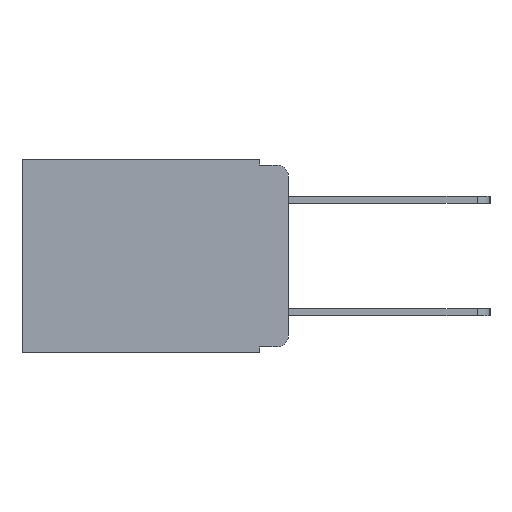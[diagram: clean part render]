
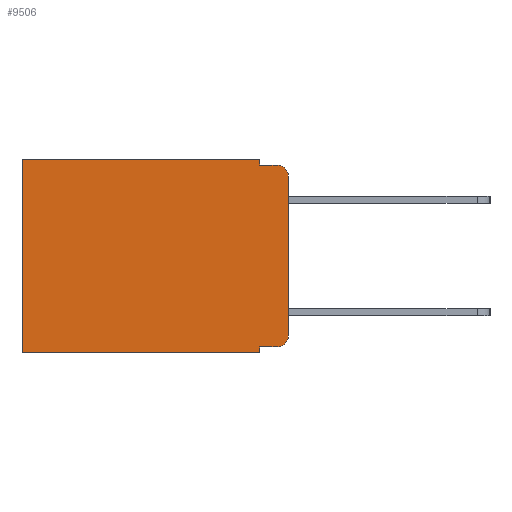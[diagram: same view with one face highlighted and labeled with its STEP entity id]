
A CAD part, left-side view. The second image highlights one B-rep face of the part: STEP entity #9506.
In plain terms, the highlighted planar face has unit normal (-1, 0, 0).
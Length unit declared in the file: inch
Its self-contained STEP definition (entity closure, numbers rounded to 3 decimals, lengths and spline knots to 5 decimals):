
#42 = VERTEX_POINT ( 'NONE', #14818 ) ;
#128 = EDGE_CURVE ( 'NONE', #14442, #42, #5995, .T. ) ;
#490 = VERTEX_POINT ( 'NONE', #17370 ) ;
#557 = LINE ( 'NONE', #918, #7355 ) ;
#754 = EDGE_LOOP ( 'NONE', ( #7037, #4031, #8488, #5933, #8322, #7283, #10025, #10045, #8138, #3015 ) ) ;
#918 = CARTESIAN_POINT ( 'NONE',  ( 0.298, 0.051, 0. ) ) ;
#967 = DIRECTION ( 'NONE',  ( 0., 0., -1. ) ) ;
#1372 = VECTOR ( 'NONE', #7583, 39.37008 ) ;
#1395 = CARTESIAN_POINT ( 'NONE',  ( 0.298, 0.02, -0.03 ) ) ;
#1794 = CARTESIAN_POINT ( 'NONE',  ( 0.298, 0.02, -0.333 ) ) ;
#1954 = EDGE_CURVE ( 'NONE', #14160, #11819, #15613, .T. ) ;
#2064 = LINE ( 'NONE', #9826, #5715 ) ;
#2114 = FACE_OUTER_BOUND ( 'NONE', #754, .T. ) ;
#2232 = LINE ( 'NONE', #6707, #9029 ) ;
#2769 = DIRECTION ( 'NONE',  ( 0., 0., -1. ) ) ;
#3015 = ORIENTED_EDGE ( 'NONE', *, *, #1954, .T. ) ;
#3204 = EDGE_CURVE ( 'NONE', #3737, #14160, #2064, .T. ) ;
#3529 = EDGE_CURVE ( 'NONE', #42, #9673, #12237, .T. ) ;
#3737 = VERTEX_POINT ( 'NONE', #5992 ) ;
#3931 = CARTESIAN_POINT ( 'NONE',  ( 0.298, 0., 0. ) ) ;
#3945 = EDGE_CURVE ( 'NONE', #490, #9673, #11195, .T. ) ;
#3968 = VECTOR ( 'NONE', #10955, 39.37008 ) ;
#4031 = ORIENTED_EDGE ( 'NONE', *, *, #7646, .T. ) ;
#4364 = DIRECTION ( 'NONE',  ( 1., 0., 0. ) ) ;
#5030 = AXIS2_PLACEMENT_3D ( 'NONE', #9334, #5433, #6790 ) ;
#5281 = AXIS2_PLACEMENT_3D ( 'NONE', #1395, #10885, #2769 ) ;
#5433 = DIRECTION ( 'NONE',  ( -1., 0., 0. ) ) ;
#5715 = VECTOR ( 'NONE', #7121, 39.37008 ) ;
#5743 = EDGE_CURVE ( 'NONE', #14442, #9585, #557, .T. ) ;
#5880 = CARTESIAN_POINT ( 'NONE',  ( 0.298, 0.051, -0.01 ) ) ;
#5933 = ORIENTED_EDGE ( 'NONE', *, *, #5743, .F. ) ;
#5992 = CARTESIAN_POINT ( 'NONE',  ( 0.298, 0.051, -0.333 ) ) ;
#5995 = LINE ( 'NONE', #3931, #16263 ) ;
#6079 = EDGE_CURVE ( 'NONE', #9585, #16004, #7137, .T. ) ;
#6186 = EDGE_CURVE ( 'NONE', #16056, #11819, #9014, .T. ) ;
#6401 = CARTESIAN_POINT ( 'NONE',  ( 0.298, 0., -0.313 ) ) ;
#6707 = CARTESIAN_POINT ( 'NONE',  ( 0.298, 0.051, 0. ) ) ;
#6790 = DIRECTION ( 'NONE',  ( 0., 0., -1. ) ) ;
#7005 = CARTESIAN_POINT ( 'NONE',  ( 0.298, 0.473, 0. ) ) ;
#7037 = ORIENTED_EDGE ( 'NONE', *, *, #6186, .F. ) ;
#7121 = DIRECTION ( 'NONE',  ( 0., -1., 0. ) ) ;
#7137 = LINE ( 'NONE', #16003, #9438 ) ;
#7283 = ORIENTED_EDGE ( 'NONE', *, *, #3529, .T. ) ;
#7355 = VECTOR ( 'NONE', #967, 39.37008 ) ;
#7583 = DIRECTION ( 'NONE',  ( 0., 0., -1. ) ) ;
#7646 = EDGE_CURVE ( 'NONE', #16056, #16004, #7738, .T. ) ;
#7738 = CIRCLE ( 'NONE', #5281, 0.02 ) ;
#8031 = DIRECTION ( 'NONE',  ( 0., 0., -1. ) ) ;
#8138 = ORIENTED_EDGE ( 'NONE', *, *, #3204, .T. ) ;
#8322 = ORIENTED_EDGE ( 'NONE', *, *, #128, .T. ) ;
#8488 = ORIENTED_EDGE ( 'NONE', *, *, #6079, .F. ) ;
#9014 = LINE ( 'NONE', #12323, #1372 ) ;
#9029 = VECTOR ( 'NONE', #8031, 39.37008 ) ;
#9108 = CARTESIAN_POINT ( 'NONE',  ( 0.298, 0., -0.03 ) ) ;
#9334 = CARTESIAN_POINT ( 'NONE',  ( 0.298, 0.02, -0.313 ) ) ;
#9438 = VECTOR ( 'NONE', #16724, 39.37008 ) ;
#9506 = ADVANCED_FACE ( 'NONE', ( #2114 ), #13761, .F. ) ;
#9585 = VERTEX_POINT ( 'NONE', #5880 ) ;
#9595 = CARTESIAN_POINT ( 'NONE',  ( 0.298, 0., -0.343 ) ) ;
#9673 = VERTEX_POINT ( 'NONE', #14103 ) ;
#9826 = CARTESIAN_POINT ( 'NONE',  ( 0.298, 0.051, -0.333 ) ) ;
#10025 = ORIENTED_EDGE ( 'NONE', *, *, #3945, .F. ) ;
#10045 = ORIENTED_EDGE ( 'NONE', *, *, #12623, .F. ) ;
#10885 = DIRECTION ( 'NONE',  ( -1., 0., 0. ) ) ;
#10955 = DIRECTION ( 'NONE',  ( 0., 1., 0. ) ) ;
#11195 = LINE ( 'NONE', #9595, #3968 ) ;
#11642 = DIRECTION ( 'NONE',  ( 0., 1., 0. ) ) ;
#11819 = VERTEX_POINT ( 'NONE', #6401 ) ;
#12237 = LINE ( 'NONE', #7005, #14115 ) ;
#12323 = CARTESIAN_POINT ( 'NONE',  ( 0.298, 0., 0. ) ) ;
#12468 = CARTESIAN_POINT ( 'NONE',  ( 0.298, 0., 0. ) ) ;
#12623 = EDGE_CURVE ( 'NONE', #3737, #490, #2232, .T. ) ;
#13761 = PLANE ( 'NONE',  #15873 ) ;
#13820 = DIRECTION ( 'NONE',  ( 0., 0., -1. ) ) ;
#14103 = CARTESIAN_POINT ( 'NONE',  ( 0.298, 0.473, -0.343 ) ) ;
#14115 = VECTOR ( 'NONE', #16084, 39.37008 ) ;
#14160 = VERTEX_POINT ( 'NONE', #1794 ) ;
#14442 = VERTEX_POINT ( 'NONE', #15815 ) ;
#14818 = CARTESIAN_POINT ( 'NONE',  ( 0.298, 0.473, 0. ) ) ;
#15613 = CIRCLE ( 'NONE', #5030, 0.02 ) ;
#15815 = CARTESIAN_POINT ( 'NONE',  ( 0.298, 0.051, 0. ) ) ;
#15873 = AXIS2_PLACEMENT_3D ( 'NONE', #12468, #4364, #13820 ) ;
#16003 = CARTESIAN_POINT ( 'NONE',  ( 0.298, 0.051, -0.01 ) ) ;
#16004 = VERTEX_POINT ( 'NONE', #17032 ) ;
#16056 = VERTEX_POINT ( 'NONE', #9108 ) ;
#16084 = DIRECTION ( 'NONE',  ( 0., 0., -1. ) ) ;
#16263 = VECTOR ( 'NONE', #11642, 39.37008 ) ;
#16724 = DIRECTION ( 'NONE',  ( 0., -1., 0. ) ) ;
#17032 = CARTESIAN_POINT ( 'NONE',  ( 0.298, 0.02, -0.01 ) ) ;
#17370 = CARTESIAN_POINT ( 'NONE',  ( 0.298, 0.051, -0.343 ) ) ;
